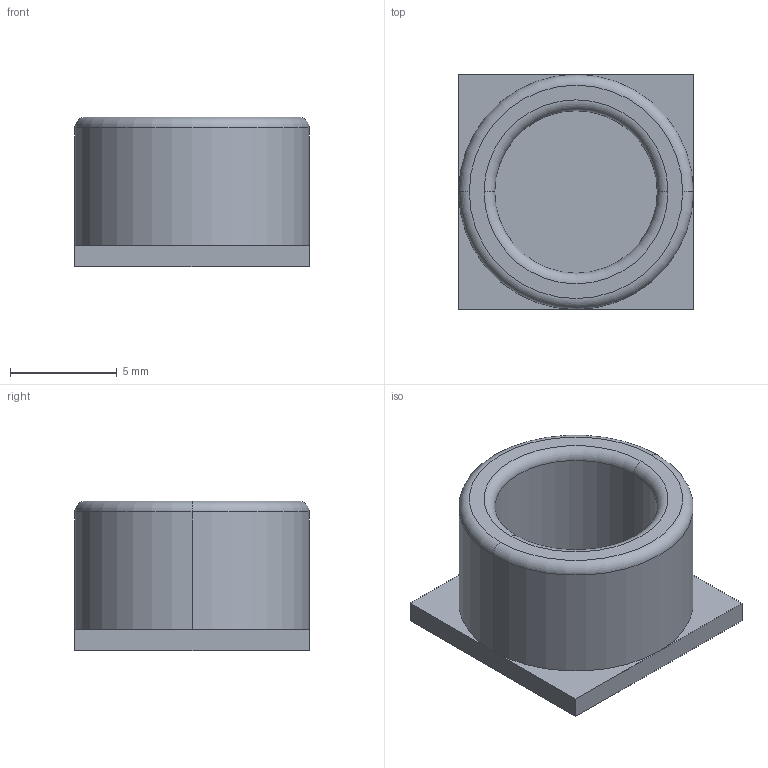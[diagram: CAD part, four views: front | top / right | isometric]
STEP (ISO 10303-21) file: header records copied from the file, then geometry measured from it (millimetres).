
FILE_DESCRIPTION (( 'STEP AP203' ), '1' );
FILE_NAME ('L1.STEP', '2022-12-22T23:45:56', ( '' ), ( '' ), 'SwSTEP 2.0', 'SolidWorks 2022', '' );
FILE_SCHEMA (( 'CONFIG_CONTROL_DESIGN' ));
Length unit declared in the file: millimetre
Products named in the file (5): 681061896.STEP; Cylinder.STEP; L1; Extruded_14.STEP; 123980656.STEP
Assembly tree (4 placements, depth 3):
  L1
    123980656.STEP
      Cylinder.STEP
    681061896.STEP
      Extruded_14.STEP
Bounding box: 11 x 11 x 7 mm (x, y, z)
Volume: 414.4 mm3; surface area: 723.3 mm2
Topology: 2 solids, 2 shells, 16 faces, 32 edges, 20 vertices
Faces by surface type: plane 8, cylinder 4, torus 4
Entity records: 955 total; most frequent: DIRECTION 98, CARTESIAN_POINT 77, ORIENTED_EDGE 64, PERSON_AND_ORGANIZATION 44, AXIS2_PLACEMENT_3D 41, CALENDAR_DATE 33, LOCAL_TIME 33, DATE_AND_TIME 33
